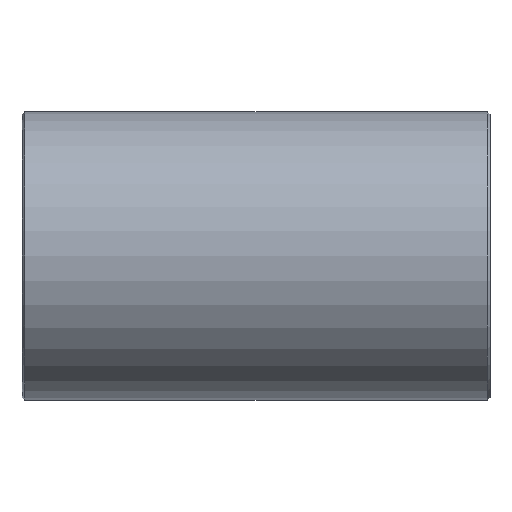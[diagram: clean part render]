
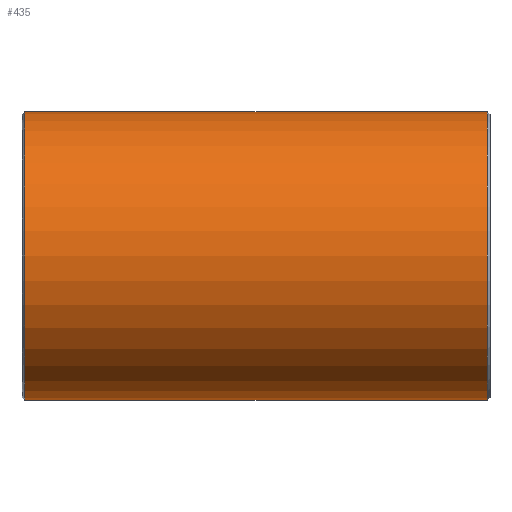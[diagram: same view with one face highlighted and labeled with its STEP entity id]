
A CAD part, front view. The second image highlights one B-rep face of the part: STEP entity #435.
In plain terms, the highlighted cylindrical face has radius 109.537 mm (diameter 219.075 mm), a partial arc.
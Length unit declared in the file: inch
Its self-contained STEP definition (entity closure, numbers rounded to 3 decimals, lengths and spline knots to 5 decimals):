
#8 = VECTOR ( 'NONE', #612, 39.37008 ) ;
#16 = ORIENTED_EDGE ( 'NONE', *, *, #517, .T. ) ;
#30 = LINE ( 'NONE', #411, #308 ) ;
#74 = VERTEX_POINT ( 'NONE', #699 ) ;
#78 = VERTEX_POINT ( 'NONE', #366 ) ;
#98 = CARTESIAN_POINT ( 'NONE',  ( -6.91667, 0., 0. ) ) ;
#114 = CARTESIAN_POINT ( 'NONE',  ( 6.91667, 0., 0. ) ) ;
#127 = AXIS2_PLACEMENT_3D ( 'NONE', #98, #358, #610 ) ;
#156 = DIRECTION ( 'NONE',  ( -1., 0., 0. ) ) ;
#206 = AXIS2_PLACEMENT_3D ( 'NONE', #114, #489, #465 ) ;
#225 = DIRECTION ( 'NONE',  ( 0., 0., 1. ) ) ;
#244 = ORIENTED_EDGE ( 'NONE', *, *, #495, .F. ) ;
#245 = LINE ( 'NONE', #423, #8 ) ;
#299 = CYLINDRICAL_SURFACE ( 'NONE', #671, 4.3125 ) ;
#306 = ORIENTED_EDGE ( 'NONE', *, *, #758, .T. ) ;
#308 = VECTOR ( 'NONE', #416, 39.37008 ) ;
#358 = DIRECTION ( 'NONE',  ( 1., 0., 0. ) ) ;
#361 = VERTEX_POINT ( 'NONE', #797 ) ;
#366 = CARTESIAN_POINT ( 'NONE',  ( 6.91667, 0., 4.3125 ) ) ;
#374 = VERTEX_POINT ( 'NONE', #535 ) ;
#388 = CIRCLE ( 'NONE', #127, 4.3125 ) ;
#411 = CARTESIAN_POINT ( 'NONE',  ( 7., 0., -4.3125 ) ) ;
#416 = DIRECTION ( 'NONE',  ( -1., 0., 0. ) ) ;
#423 = CARTESIAN_POINT ( 'NONE',  ( 7., 0., 4.3125 ) ) ;
#435 = ADVANCED_FACE ( 'NONE', ( #800 ), #299, .T. ) ;
#443 = CIRCLE ( 'NONE', #206, 4.3125 ) ;
#465 = DIRECTION ( 'NONE',  ( 0., 0., -1. ) ) ;
#489 = DIRECTION ( 'NONE',  ( -1., 0., 0. ) ) ;
#495 = EDGE_CURVE ( 'NONE', #361, #374, #30, .T. ) ;
#517 = EDGE_CURVE ( 'NONE', #74, #374, #388, .T. ) ;
#535 = CARTESIAN_POINT ( 'NONE',  ( -6.91667, 0., -4.3125 ) ) ;
#576 = EDGE_CURVE ( 'NONE', #361, #78, #443, .T. ) ;
#610 = DIRECTION ( 'NONE',  ( 0., 0., 1. ) ) ;
#612 = DIRECTION ( 'NONE',  ( -1., 0., 0. ) ) ;
#671 = AXIS2_PLACEMENT_3D ( 'NONE', #728, #156, #225 ) ;
#697 = ORIENTED_EDGE ( 'NONE', *, *, #576, .T. ) ;
#699 = CARTESIAN_POINT ( 'NONE',  ( -6.91667, 0., 4.3125 ) ) ;
#718 = EDGE_LOOP ( 'NONE', ( #244, #697, #306, #16 ) ) ;
#728 = CARTESIAN_POINT ( 'NONE',  ( 7., 0., 0. ) ) ;
#758 = EDGE_CURVE ( 'NONE', #78, #74, #245, .T. ) ;
#797 = CARTESIAN_POINT ( 'NONE',  ( 6.91667, 0., -4.3125 ) ) ;
#800 = FACE_OUTER_BOUND ( 'NONE', #718, .T. ) ;
